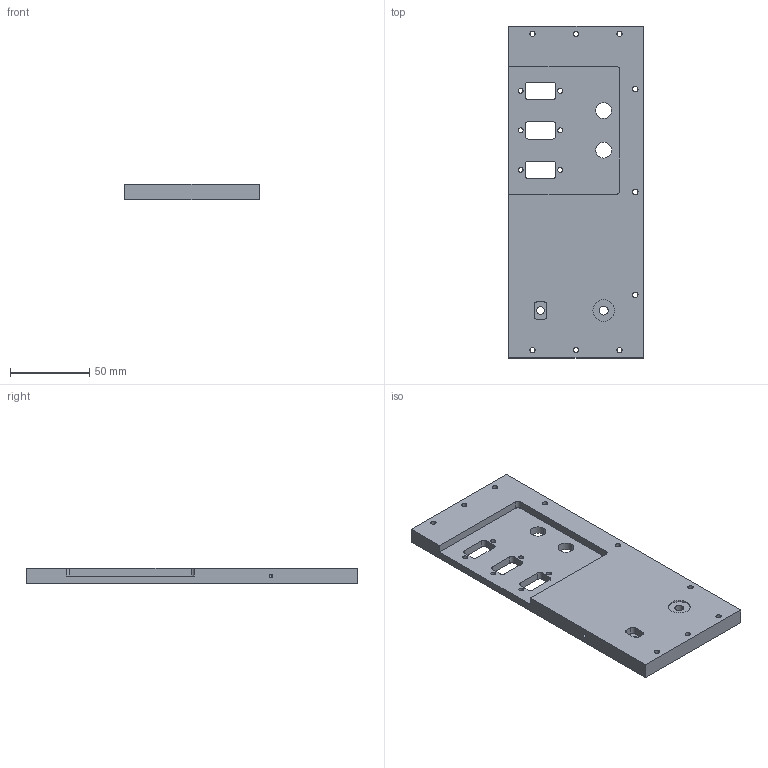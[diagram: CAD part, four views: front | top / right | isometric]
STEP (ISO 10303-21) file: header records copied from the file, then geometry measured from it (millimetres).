
FILE_DESCRIPTION (( 'STEP AP214' ), '1' );
FILE_NAME ('outer_wall_electronics.step', '2019-07-10T20:27:48', ( '' ), ( '' ), 'SwSTEP 2.0', 'SolidWorks 2019', '' );
FILE_SCHEMA (( 'AUTOMOTIVE_DESIGN' ));
Length unit declared in the file: millimetre
Products named in the file (1): outer_wall_electronics
Bounding box: 85 x 210 x 10 mm (x, y, z)
Volume: 143838.8 mm3; surface area: 43463.2 mm2
Topology: 1 solids, 1 shells, 117 faces, 310 edges, 205 vertices
Faces by surface type: cylinder 78, plane 37, cone 2
Entity records: 3834 total; most frequent: DIRECTION 700, CARTESIAN_POINT 631, ORIENTED_EDGE 616, EDGE_CURVE 308, AXIS2_PLACEMENT_3D 274, VERTEX_POINT 205, EDGE_LOOP 173, CIRCLE 156
